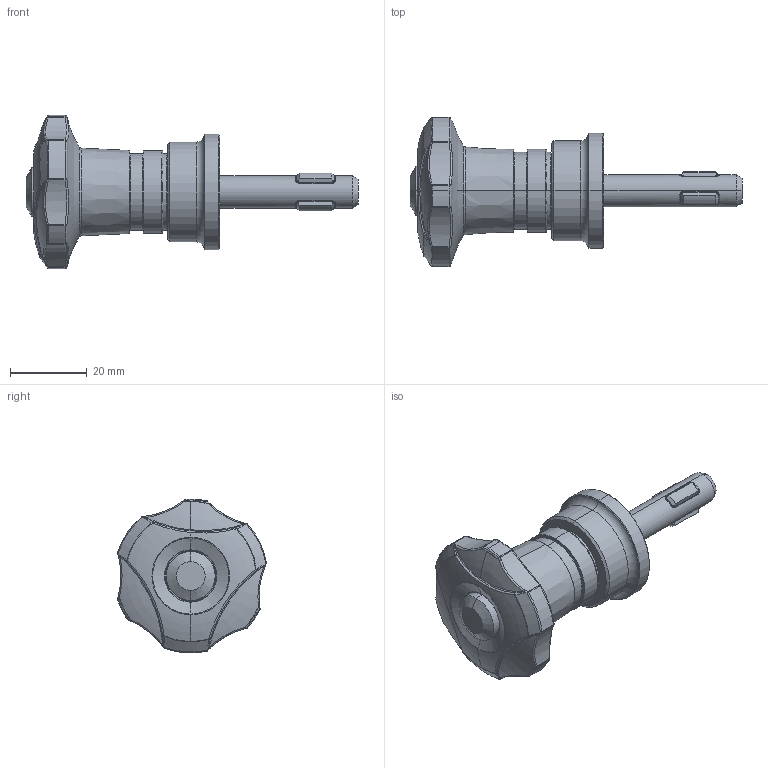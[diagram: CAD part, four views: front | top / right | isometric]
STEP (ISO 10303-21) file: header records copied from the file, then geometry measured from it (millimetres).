
FILE_DESCRIPTION (( 'STEP AP214' ), '1' );
FILE_NAME ('22356.0204.STEP', '2022-10-10T09:47:18', ( '' ), ( '' ), 'SwSTEP 2.0', 'SolidWorks 2021', '' );
FILE_SCHEMA (( 'AUTOMOTIVE_DESIGN' ));
Length unit declared in the file: millimetre
Products named in the file (1): 22356.0204
Bounding box: 86.35 x 38.76 x 40 mm (x, y, z)
Volume: 29597.4 mm3; surface area: 7691.5 mm2
Topology: 1 solids, 1 shells, 297 faces, 679 edges, 397 vertices
Faces by surface type: cylinder 59, bspline 54, plane 51, sphere 50, torus 47, cone 36
Entity records: 14663 total; most frequent: CARTESIAN_POINT 5099, ORIENTED_EDGE 1358, DIRECTION 1317, EDGE_CURVE 679, AXIS2_PLACEMENT_3D 593, VERTEX_POINT 397, CIRCLE 349, EDGE_LOOP 310
